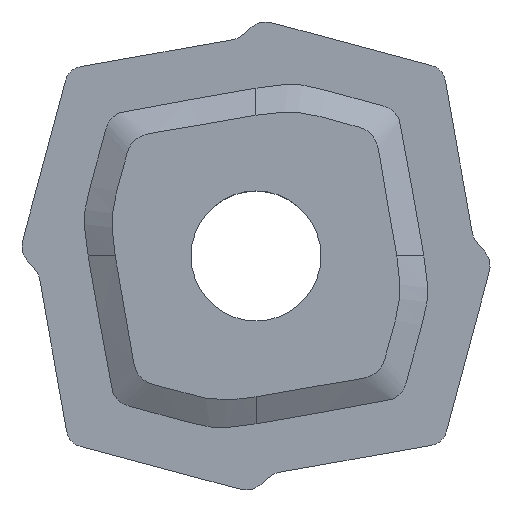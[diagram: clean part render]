
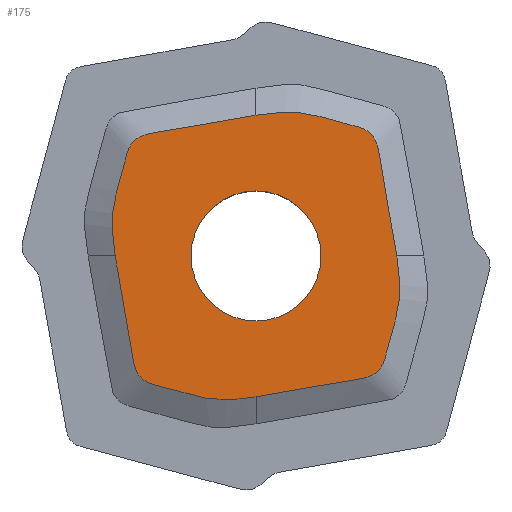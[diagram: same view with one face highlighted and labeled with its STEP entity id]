
A CAD part, top view. The second image highlights one B-rep face of the part: STEP entity #175.
In plain terms, the highlighted planar face has unit normal (0, 0, 1).
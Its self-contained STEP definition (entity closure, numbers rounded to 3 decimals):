
#172=CIRCLE('',#1380,1.7);
#175=ADVANCED_FACE('',(#259,#260),#231,.T.);
#231=PLANE('',#1381);
#259=FACE_BOUND('',#267,.T.);
#260=FACE_BOUND('',#268,.T.);
#267=EDGE_LOOP('',(#365,#366,#367,#368));
#268=EDGE_LOOP('',(#369));
#365=ORIENTED_EDGE('',*,*,#823,.T.);
#366=ORIENTED_EDGE('',*,*,#824,.F.);
#367=ORIENTED_EDGE('',*,*,#825,.F.);
#368=ORIENTED_EDGE('',*,*,#826,.F.);
#369=ORIENTED_EDGE('',*,*,#827,.T.);
#705=VERTEX_POINT('',#2245);
#706=VERTEX_POINT('',#2246);
#707=VERTEX_POINT('',#2275);
#708=VERTEX_POINT('',#2304);
#709=VERTEX_POINT('',#2334);
#823=EDGE_CURVE('',#705,#706,#1007,.T.);
#824=EDGE_CURVE('',#707,#706,#1008,.T.);
#825=EDGE_CURVE('',#708,#707,#1009,.T.);
#826=EDGE_CURVE('',#705,#708,#1010,.T.);
#827=EDGE_CURVE('',#709,#709,#172,.T.);
#1007=B_SPLINE_CURVE_WITH_KNOTS('',3,(#2231,#2232,#2233,#2234,#2235,#2236,
#2237,#2238,#2239,#2240,#2241,#2242,#2243,#2244),.UNSPECIFIED.,.F.,.F.,
(4,2,2,2,2,2,4),(0.,0.25,0.375,0.5,0.625,0.75,1.),.UNSPECIFIED.);
#1008=B_SPLINE_CURVE_WITH_KNOTS('',3,(#2247,#2248,#2249,#2250,#2251,#2252,
#2253,#2254,#2255,#2256,#2257,#2258,#2259,#2260,#2261,#2262,#2263,#2264,
#2265,#2266,#2267,#2268,#2269,#2270,#2271,#2272,#2273,#2274),
 .UNSPECIFIED.,.F.,.F.,(4,3,3,3,3,3,3,3,3,4),(0.,0.177,0.388,
0.465,0.5,0.534,0.67,
0.804,0.902,1.),.UNSPECIFIED.);
#1009=B_SPLINE_CURVE_WITH_KNOTS('',3,(#2276,#2277,#2278,#2279,#2280,#2281,
#2282,#2283,#2284,#2285,#2286,#2287,#2288,#2289,#2290,#2291,#2292,#2293,
#2294,#2295,#2296,#2297,#2298,#2299,#2300,#2301,#2302,#2303),
 .UNSPECIFIED.,.F.,.F.,(4,3,3,3,3,3,3,3,3,4),(0.,0.177,0.388,
0.465,0.5,0.534,0.67,
0.804,0.902,1.),.UNSPECIFIED.);
#1010=B_SPLINE_CURVE_WITH_KNOTS('',3,(#2305,#2306,#2307,#2308,#2309,#2310,
#2311,#2312,#2313,#2314,#2315,#2316,#2317,#2318,#2319,#2320,#2321,#2322,
#2323,#2324,#2325,#2326,#2327,#2328,#2329,#2330,#2331,#2332),
 .UNSPECIFIED.,.F.,.F.,(4,3,3,3,3,3,3,3,3,4),(0.,0.177,0.388,
0.465,0.5,0.534,0.67,
0.804,0.902,1.),.UNSPECIFIED.);
#1380=AXIS2_PLACEMENT_3D('',#2333,#1513,#1514);
#1381=AXIS2_PLACEMENT_3D('',#2335,#1515,#1516);
#1513=DIRECTION('',(0.,0.,-1.));
#1514=DIRECTION('',(1.,0.,0.));
#1515=DIRECTION('',(0.,0.,1.));
#1516=DIRECTION('',(1.,0.,0.));
#2231=CARTESIAN_POINT('',(-3.682,0.,0.));
#2232=CARTESIAN_POINT('',(-3.59,-0.525,0.));
#2233=CARTESIAN_POINT('',(-3.497,-1.05,0.));
#2234=CARTESIAN_POINT('',(-3.358,-1.838,0.));
#2235=CARTESIAN_POINT('',(-3.313,-2.101,0.));
#2236=CARTESIAN_POINT('',(-3.219,-2.626,0.));
#2237=CARTESIAN_POINT('',(-3.218,-2.915,0.));
#2238=CARTESIAN_POINT('',(-2.896,-3.34,0.));
#2239=CARTESIAN_POINT('',(-2.607,-3.391,0.));
#2240=CARTESIAN_POINT('',(-2.095,-3.53,0.));
#2241=CARTESIAN_POINT('',(-1.839,-3.603,0.));
#2242=CARTESIAN_POINT('',(-1.068,-3.794,0.));
#2243=CARTESIAN_POINT('',(-0.528,-3.775,0.));
#2244=CARTESIAN_POINT('',(0.,-3.682,0.));
#2245=CARTESIAN_POINT('',(-3.682,0.,0.));
#2246=CARTESIAN_POINT('',(0.,-3.682,0.));
#2247=CARTESIAN_POINT('',(3.682,0.,0.));
#2248=CARTESIAN_POINT('',(3.747,-0.366,0.));
#2249=CARTESIAN_POINT('',(3.791,-0.742,0.));
#2250=CARTESIAN_POINT('',(3.752,-1.111,0.));
#2251=CARTESIAN_POINT('',(3.705,-1.556,0.));
#2252=CARTESIAN_POINT('',(3.56,-1.985,0.));
#2253=CARTESIAN_POINT('',(3.443,-2.416,0.));
#2254=CARTESIAN_POINT('',(3.4,-2.573,0.));
#2255=CARTESIAN_POINT('',(3.375,-2.74,0.));
#2256=CARTESIAN_POINT('',(3.29,-2.879,0.));
#2257=CARTESIAN_POINT('',(3.251,-2.942,0.));
#2258=CARTESIAN_POINT('',(3.201,-2.999,0.));
#2259=CARTESIAN_POINT('',(3.143,-3.045,0.));
#2260=CARTESIAN_POINT('',(3.085,-3.092,0.));
#2261=CARTESIAN_POINT('',(3.019,-3.129,0.));
#2262=CARTESIAN_POINT('',(2.949,-3.153,0.));
#2263=CARTESIAN_POINT('',(2.674,-3.25,0.));
#2264=CARTESIAN_POINT('',(2.376,-3.264,0.));
#2265=CARTESIAN_POINT('',(2.089,-3.314,0.));
#2266=CARTESIAN_POINT('',(1.806,-3.364,0.));
#2267=CARTESIAN_POINT('',(1.522,-3.414,0.));
#2268=CARTESIAN_POINT('',(1.239,-3.464,0.));
#2269=CARTESIAN_POINT('',(1.032,-3.5,0.));
#2270=CARTESIAN_POINT('',(0.826,-3.537,0.));
#2271=CARTESIAN_POINT('',(0.619,-3.573,0.));
#2272=CARTESIAN_POINT('',(0.413,-3.61,0.));
#2273=CARTESIAN_POINT('',(0.206,-3.646,0.));
#2274=CARTESIAN_POINT('',(0.,-3.682,0.));
#2275=CARTESIAN_POINT('',(3.682,0.,0.));
#2276=CARTESIAN_POINT('',(0.,3.682,0.));
#2277=CARTESIAN_POINT('',(0.366,3.747,0.));
#2278=CARTESIAN_POINT('',(0.742,3.791,0.));
#2279=CARTESIAN_POINT('',(1.111,3.752,0.));
#2280=CARTESIAN_POINT('',(1.556,3.705,0.));
#2281=CARTESIAN_POINT('',(1.985,3.56,0.));
#2282=CARTESIAN_POINT('',(2.416,3.443,0.));
#2283=CARTESIAN_POINT('',(2.573,3.4,0.));
#2284=CARTESIAN_POINT('',(2.74,3.375,0.));
#2285=CARTESIAN_POINT('',(2.879,3.29,0.));
#2286=CARTESIAN_POINT('',(2.942,3.251,0.));
#2287=CARTESIAN_POINT('',(2.999,3.201,0.));
#2288=CARTESIAN_POINT('',(3.045,3.143,0.));
#2289=CARTESIAN_POINT('',(3.092,3.085,0.));
#2290=CARTESIAN_POINT('',(3.129,3.019,0.));
#2291=CARTESIAN_POINT('',(3.153,2.949,0.));
#2292=CARTESIAN_POINT('',(3.25,2.674,0.));
#2293=CARTESIAN_POINT('',(3.264,2.376,0.));
#2294=CARTESIAN_POINT('',(3.314,2.089,0.));
#2295=CARTESIAN_POINT('',(3.364,1.806,0.));
#2296=CARTESIAN_POINT('',(3.414,1.522,0.));
#2297=CARTESIAN_POINT('',(3.464,1.239,0.));
#2298=CARTESIAN_POINT('',(3.5,1.032,0.));
#2299=CARTESIAN_POINT('',(3.537,0.826,0.));
#2300=CARTESIAN_POINT('',(3.573,0.619,0.));
#2301=CARTESIAN_POINT('',(3.61,0.413,0.));
#2302=CARTESIAN_POINT('',(3.646,0.206,0.));
#2303=CARTESIAN_POINT('',(3.682,0.,0.));
#2304=CARTESIAN_POINT('',(0.,3.682,0.));
#2305=CARTESIAN_POINT('',(-3.682,0.,0.));
#2306=CARTESIAN_POINT('',(-3.747,0.366,0.));
#2307=CARTESIAN_POINT('',(-3.791,0.742,0.));
#2308=CARTESIAN_POINT('',(-3.752,1.111,0.));
#2309=CARTESIAN_POINT('',(-3.705,1.556,0.));
#2310=CARTESIAN_POINT('',(-3.56,1.985,0.));
#2311=CARTESIAN_POINT('',(-3.443,2.416,0.));
#2312=CARTESIAN_POINT('',(-3.4,2.573,0.));
#2313=CARTESIAN_POINT('',(-3.375,2.74,0.));
#2314=CARTESIAN_POINT('',(-3.29,2.879,0.));
#2315=CARTESIAN_POINT('',(-3.251,2.942,0.));
#2316=CARTESIAN_POINT('',(-3.201,2.999,0.));
#2317=CARTESIAN_POINT('',(-3.143,3.045,0.));
#2318=CARTESIAN_POINT('',(-3.085,3.092,0.));
#2319=CARTESIAN_POINT('',(-3.019,3.129,0.));
#2320=CARTESIAN_POINT('',(-2.949,3.153,0.));
#2321=CARTESIAN_POINT('',(-2.674,3.25,0.));
#2322=CARTESIAN_POINT('',(-2.376,3.264,0.));
#2323=CARTESIAN_POINT('',(-2.089,3.314,0.));
#2324=CARTESIAN_POINT('',(-1.806,3.364,0.));
#2325=CARTESIAN_POINT('',(-1.522,3.414,0.));
#2326=CARTESIAN_POINT('',(-1.239,3.464,0.));
#2327=CARTESIAN_POINT('',(-1.032,3.5,0.));
#2328=CARTESIAN_POINT('',(-0.826,3.537,0.));
#2329=CARTESIAN_POINT('',(-0.619,3.573,0.));
#2330=CARTESIAN_POINT('',(-0.413,3.61,0.));
#2331=CARTESIAN_POINT('',(-0.206,3.646,0.));
#2332=CARTESIAN_POINT('',(0.,3.682,0.));
#2333=CARTESIAN_POINT('',(0.,0.,0.));
#2334=CARTESIAN_POINT('',(1.7,0.,0.));
#2335=CARTESIAN_POINT('',(4.492,-4.455,0.));
